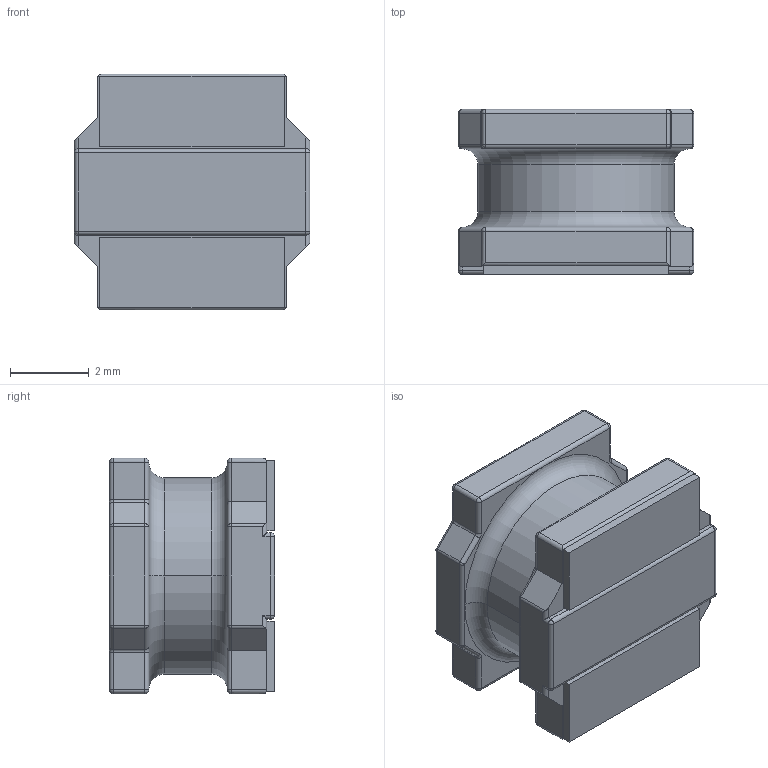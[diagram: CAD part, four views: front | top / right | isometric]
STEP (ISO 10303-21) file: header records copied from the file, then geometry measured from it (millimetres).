
FILE_DESCRIPTION (( 'STEP AP214' ), '1' );
FILE_NAME ('8897B1CC-F721-44EE-9C08-EB32E7BD36C3.STEP', '2024-12-28T15:22:27', ( '' ), ( '' ), 'SwSTEP 2.0', 'SolidWorks 2022', '' );
FILE_SCHEMA (( 'AUTOMOTIVE_DESIGN' ));
Length unit declared in the file: millimetre
Products named in the file (1): 8897B1CC-F721-44EE-9C08-EB32E7BD36C3
Bounding box: 6 x 4.2 x 6 mm (x, y, z)
Volume: 111.5 mm3; surface area: 166.7 mm2
Topology: 1 solids, 1 shells, 160 faces, 374 edges, 188 vertices
Faces by surface type: cylinder 72, plane 48, sphere 28, torus 12
Entity records: 6016 total; most frequent: DIRECTION 784, CARTESIAN_POINT 755, ORIENTED_EDGE 692, EDGE_CURVE 346, AXIS2_PLACEMENT_3D 297, VECTOR 190, LINE 190, VERTEX_POINT 188
